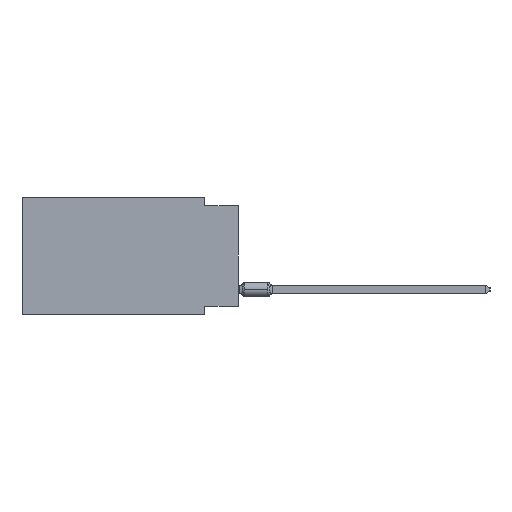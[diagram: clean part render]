
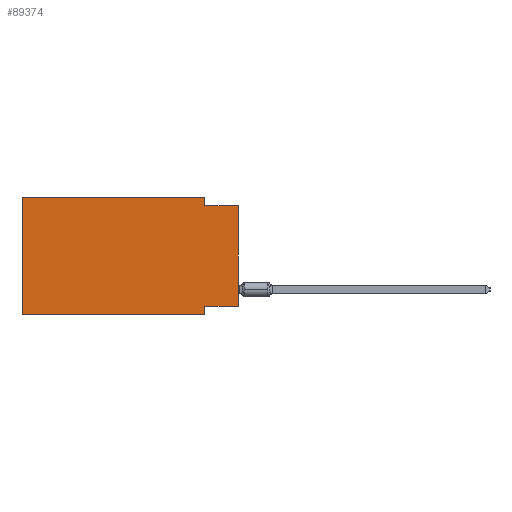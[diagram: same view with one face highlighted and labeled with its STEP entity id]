
A CAD part, left-side view. The second image highlights one B-rep face of the part: STEP entity #89374.
In plain terms, the highlighted planar face has unit normal (-1, 0, 0).
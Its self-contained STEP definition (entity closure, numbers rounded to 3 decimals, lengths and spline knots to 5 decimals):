
#1094 = VECTOR ( 'NONE', #81793, 39.37008 ) ;
#1098 = VECTOR ( 'NONE', #9836, 39.37008 ) ;
#2123 = CARTESIAN_POINT ( 'NONE',  ( 0., 0.645, -0.35 ) ) ;
#3168 = CARTESIAN_POINT ( 'NONE',  ( 0., 0.1, -0.35 ) ) ;
#3496 = CARTESIAN_POINT ( 'NONE',  ( 0., 0.1, 0. ) ) ;
#3702 = VERTEX_POINT ( 'NONE', #55081 ) ;
#3900 = CARTESIAN_POINT ( 'NONE',  ( 0., 0.645, 0. ) ) ;
#6448 = EDGE_CURVE ( 'NONE', #23592, #62646, #37220, .T. ) ;
#6842 = DIRECTION ( 'NONE',  ( 0., 1., 0. ) ) ;
#6945 = ORIENTED_EDGE ( 'NONE', *, *, #36687, .F. ) ;
#8856 = EDGE_CURVE ( 'NONE', #62156, #32413, #60316, .T. ) ;
#9836 = DIRECTION ( 'NONE',  ( 0., 0., -1. ) ) ;
#11252 = VERTEX_POINT ( 'NONE', #27498 ) ;
#14262 = LINE ( 'NONE', #108460, #28843 ) ;
#16689 = VECTOR ( 'NONE', #17386, 39.37008 ) ;
#17386 = DIRECTION ( 'NONE',  ( 0., -1., 0. ) ) ;
#21179 = DIRECTION ( 'NONE',  ( 1., 0., 0. ) ) ;
#21187 = EDGE_CURVE ( 'NONE', #32413, #62646, #61120, .T. ) ;
#23592 = VERTEX_POINT ( 'NONE', #69355 ) ;
#24028 = ORIENTED_EDGE ( 'NONE', *, *, #8856, .F. ) ;
#25246 = CARTESIAN_POINT ( 'NONE',  ( 0., 0.1, -0.025 ) ) ;
#25415 = VECTOR ( 'NONE', #6842, 39.37008 ) ;
#26813 = ORIENTED_EDGE ( 'NONE', *, *, #48757, .F. ) ;
#27498 = CARTESIAN_POINT ( 'NONE',  ( 0., 0., -0.025 ) ) ;
#28419 = CARTESIAN_POINT ( 'NONE',  ( 0., 0.1, 0. ) ) ;
#28843 = VECTOR ( 'NONE', #73369, 39.37008 ) ;
#32413 = VERTEX_POINT ( 'NONE', #84685 ) ;
#32641 = CARTESIAN_POINT ( 'NONE',  ( 0., 0., 0. ) ) ;
#33630 = CARTESIAN_POINT ( 'NONE',  ( 0., 0., -0.325 ) ) ;
#34081 = ORIENTED_EDGE ( 'NONE', *, *, #21187, .F. ) ;
#34197 = ORIENTED_EDGE ( 'NONE', *, *, #62029, .F. ) ;
#35375 = VECTOR ( 'NONE', #100558, 39.37008 ) ;
#36001 = CARTESIAN_POINT ( 'NONE',  ( 0., 0.1, -0.35 ) ) ;
#36687 = EDGE_CURVE ( 'NONE', #94541, #11252, #42997, .T. ) ;
#37220 = LINE ( 'NONE', #2123, #108768 ) ;
#41531 = ORIENTED_EDGE ( 'NONE', *, *, #105320, .T. ) ;
#42997 = LINE ( 'NONE', #109949, #16689 ) ;
#43013 = CARTESIAN_POINT ( 'NONE',  ( 0., 0., -0.325 ) ) ;
#48757 = EDGE_CURVE ( 'NONE', #3702, #95146, #14262, .T. ) ;
#55081 = CARTESIAN_POINT ( 'NONE',  ( 0., 0.645, 0. ) ) ;
#55177 = FACE_OUTER_BOUND ( 'NONE', #55681, .T. ) ;
#55681 = EDGE_LOOP ( 'NONE', ( #41531, #6945, #109551, #26813, #34197, #65558, #34081, #24028 ) ) ;
#60316 = LINE ( 'NONE', #43013, #25415 ) ;
#61120 = LINE ( 'NONE', #36001, #1098 ) ;
#62029 = EDGE_CURVE ( 'NONE', #23592, #3702, #92213, .T. ) ;
#62156 = VERTEX_POINT ( 'NONE', #33630 ) ;
#62646 = VERTEX_POINT ( 'NONE', #3168 ) ;
#65558 = ORIENTED_EDGE ( 'NONE', *, *, #6448, .T. ) ;
#69355 = CARTESIAN_POINT ( 'NONE',  ( 0., 0.645, -0.35 ) ) ;
#73369 = DIRECTION ( 'NONE',  ( 0., -1., 0. ) ) ;
#79320 = LINE ( 'NONE', #3496, #108362 ) ;
#80708 = DIRECTION ( 'NONE',  ( 0., -1., 0. ) ) ;
#80835 = PLANE ( 'NONE',  #109695 ) ;
#81540 = DIRECTION ( 'NONE',  ( 0., 0., -1. ) ) ;
#81793 = DIRECTION ( 'NONE',  ( 0., 0., 1. ) ) ;
#84685 = CARTESIAN_POINT ( 'NONE',  ( 0., 0.1, -0.325 ) ) ;
#88662 = DIRECTION ( 'NONE',  ( 0., 0., -1. ) ) ;
#89374 = ADVANCED_FACE ( 'NONE', ( #55177 ), #80835, .F. ) ;
#91232 = LINE ( 'NONE', #32641, #1094 ) ;
#92213 = LINE ( 'NONE', #98935, #35375 ) ;
#94541 = VERTEX_POINT ( 'NONE', #25246 ) ;
#95146 = VERTEX_POINT ( 'NONE', #28419 ) ;
#98935 = CARTESIAN_POINT ( 'NONE',  ( 0., 0.645, 0. ) ) ;
#100558 = DIRECTION ( 'NONE',  ( 0., 0., 1. ) ) ;
#105320 = EDGE_CURVE ( 'NONE', #62156, #11252, #91232, .T. ) ;
#108331 = EDGE_CURVE ( 'NONE', #95146, #94541, #79320, .T. ) ;
#108362 = VECTOR ( 'NONE', #81540, 39.37008 ) ;
#108460 = CARTESIAN_POINT ( 'NONE',  ( 0., 0.645, 0. ) ) ;
#108768 = VECTOR ( 'NONE', #80708, 39.37008 ) ;
#109551 = ORIENTED_EDGE ( 'NONE', *, *, #108331, .F. ) ;
#109695 = AXIS2_PLACEMENT_3D ( 'NONE', #3900, #21179, #88662 ) ;
#109949 = CARTESIAN_POINT ( 'NONE',  ( 0., 0., -0.025 ) ) ;
